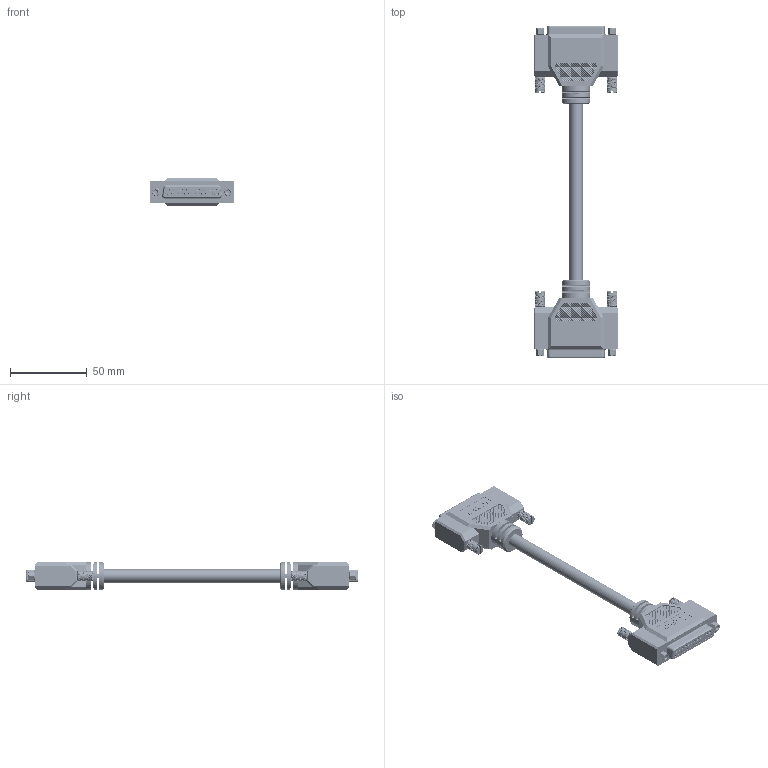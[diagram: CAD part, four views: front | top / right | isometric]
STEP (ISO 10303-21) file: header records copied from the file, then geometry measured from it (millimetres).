
FILE_DESCRIPTION (( 'STEP AP203' ), '1' );
FILE_NAME ('CSNULL25FF.STEP', '2010-08-26T15:07:33', ( 'x' ), ( 'Microsoft' ), 'SwSTEP 2.0', 'SolidWorks 2010', '' );
FILE_SCHEMA (( 'CONFIG_CONTROL_DESIGN' ));
Length unit declared in the file: inch
Products named in the file (8): MTN-172_logo; 3AB01-093; CSNULL25FF; 3AC03-009_.340" O.D. X 4.5"; 1AC08-013; MTN-173; 1AJ06-028_CRMN9 Screw; 1AJ10-005_1AJ10-005
Assembly tree (10 placements, depth 3):
  CSNULL25FF
    3AC03-009_.340" O.D. X 4.5"
    3AB01-093  x2
      1AJ06-028_CRMN9 Screw
      MTN-172_logo
      1AC08-013
      MTN-173
      1AJ10-005_1AJ10-005
Bounding box: 55.07 x 215.82 x 17.98 mm (x, y, z)
Volume: 86239.7 mm3; surface area: 46912.5 mm2
Topology: 73 solids, 73 shells, 10346 faces, 22834 edges, 12700 vertices
Faces by surface type: plane 6956, cylinder 1586, bspline 1352, cone 278, torus 158, sphere 16
Entity records: 129537 total; most frequent: CARTESIAN_POINT 36770, ORIENTED_EDGE 19546, DIRECTION 17698, EDGE_CURVE 9773, VECTOR 7130, LINE 7130, VERTEX_POINT 5310, AXIS2_PLACEMENT_3D 5284
